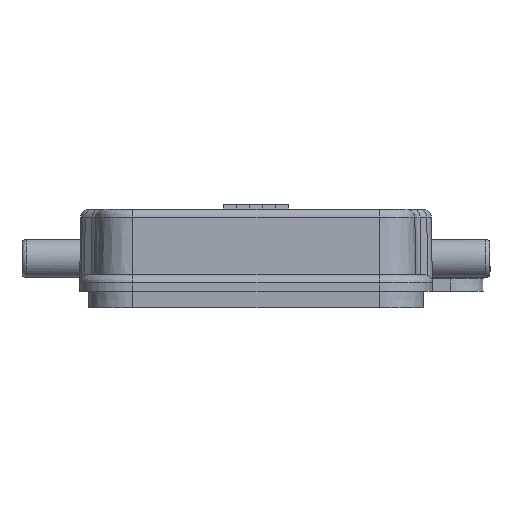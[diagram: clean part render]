
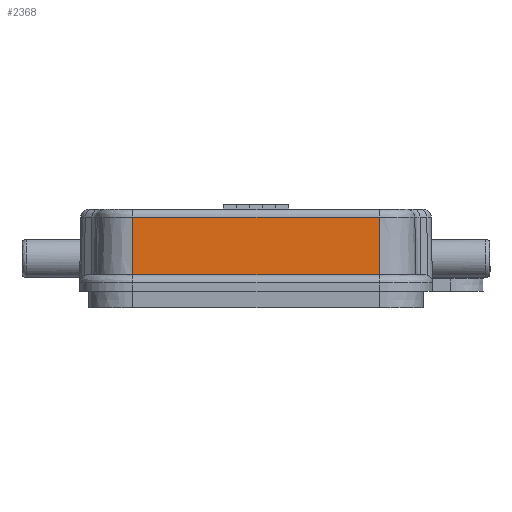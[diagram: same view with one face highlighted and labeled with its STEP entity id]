
A CAD part, left-side view. The second image highlights one B-rep face of the part: STEP entity #2368.
In plain terms, the highlighted planar face has unit normal (-1, 0, 0.018).
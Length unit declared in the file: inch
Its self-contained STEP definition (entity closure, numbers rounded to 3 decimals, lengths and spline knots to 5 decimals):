
#33 = LINE ( 'NONE', #4150, #5753 ) ;
#260 = VECTOR ( 'NONE', #727, 39.37008 ) ;
#307 = ORIENTED_EDGE ( 'NONE', *, *, #1426, .T. ) ;
#559 = CARTESIAN_POINT ( 'NONE',  ( -3.20246, -0.59055, 0.43376 ) ) ;
#710 = DIRECTION ( 'NONE',  ( -0.017, 0., -1. ) ) ;
#727 = DIRECTION ( 'NONE',  ( 0., -1., 0. ) ) ;
#798 = VERTEX_POINT ( 'NONE', #1068 ) ;
#851 = DIRECTION ( 'NONE',  ( -1., 0., 0.017 ) ) ;
#1068 = CARTESIAN_POINT ( 'NONE',  ( -3.20729, 0.59055, 0.15748 ) ) ;
#1426 = EDGE_CURVE ( 'NONE', #4770, #798, #4241, .T. ) ;
#1477 = VECTOR ( 'NONE', #710, 39.37008 ) ;
#1719 = VERTEX_POINT ( 'NONE', #3442 ) ;
#1771 = AXIS2_PLACEMENT_3D ( 'NONE', #3264, #851, #5314 ) ;
#2063 = VERTEX_POINT ( 'NONE', #559 ) ;
#2119 = ORIENTED_EDGE ( 'NONE', *, *, #3423, .T. ) ;
#2124 = LINE ( 'NONE', #5252, #260 ) ;
#2368 = ADVANCED_FACE ( 'NONE', ( #3294 ), #3356, .T. ) ;
#2656 = CARTESIAN_POINT ( 'NONE',  ( -3.20866, 0.59055, 0.07874 ) ) ;
#2782 = DIRECTION ( 'NONE',  ( -0.017, 0., -1. ) ) ;
#3214 = LINE ( 'NONE', #4866, #4954 ) ;
#3264 = CARTESIAN_POINT ( 'NONE',  ( -3.20866, -0.59055, 0.07874 ) ) ;
#3294 = FACE_OUTER_BOUND ( 'NONE', #5874, .T. ) ;
#3341 = ORIENTED_EDGE ( 'NONE', *, *, #5798, .F. ) ;
#3356 = PLANE ( 'NONE',  #1771 ) ;
#3423 = EDGE_CURVE ( 'NONE', #798, #1719, #2124, .T. ) ;
#3442 = CARTESIAN_POINT ( 'NONE',  ( -3.20729, -0.59055, 0.15748 ) ) ;
#4116 = EDGE_CURVE ( 'NONE', #2063, #1719, #3214, .T. ) ;
#4150 = CARTESIAN_POINT ( 'NONE',  ( -3.20246, -0.59055, 0.43376 ) ) ;
#4241 = LINE ( 'NONE', #2656, #1477 ) ;
#4516 = ORIENTED_EDGE ( 'NONE', *, *, #4116, .F. ) ;
#4588 = CARTESIAN_POINT ( 'NONE',  ( -3.20246, 0.59055, 0.43376 ) ) ;
#4770 = VERTEX_POINT ( 'NONE', #4588 ) ;
#4866 = CARTESIAN_POINT ( 'NONE',  ( -346.12647, -0.59055, -19645.66929 ) ) ;
#4954 = VECTOR ( 'NONE', #2782, 39.37008 ) ;
#5252 = CARTESIAN_POINT ( 'NONE',  ( -3.20729, -0.59055, 0.15748 ) ) ;
#5314 = DIRECTION ( 'NONE',  ( 0.017, 0., 1. ) ) ;
#5682 = DIRECTION ( 'NONE',  ( 0., -1., 0. ) ) ;
#5753 = VECTOR ( 'NONE', #5682, 39.37008 ) ;
#5798 = EDGE_CURVE ( 'NONE', #4770, #2063, #33, .T. ) ;
#5874 = EDGE_LOOP ( 'NONE', ( #307, #2119, #4516, #3341 ) ) ;
